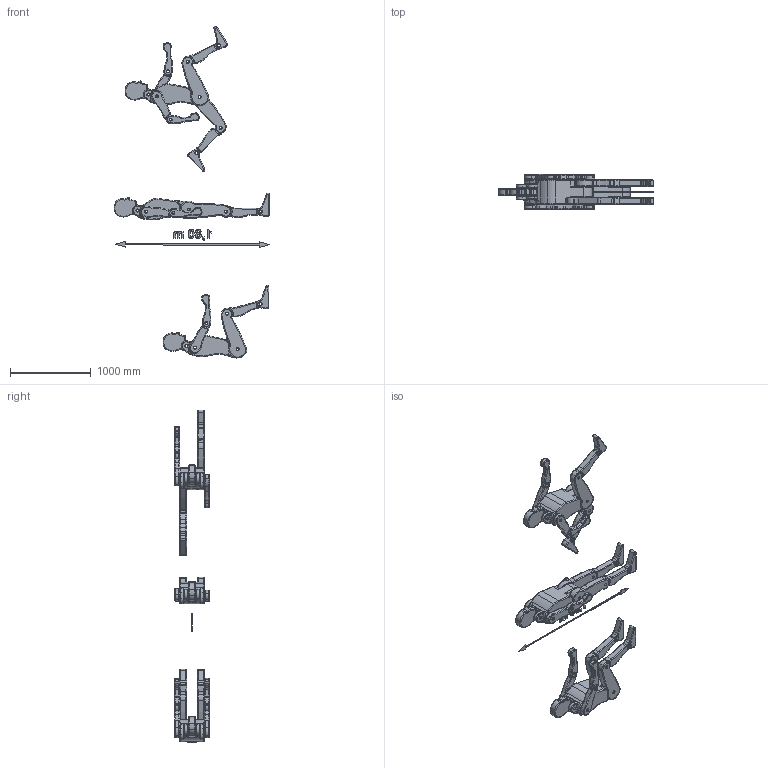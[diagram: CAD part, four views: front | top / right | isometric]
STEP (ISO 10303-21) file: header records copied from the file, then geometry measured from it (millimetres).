
FILE_DESCRIPTION(('FreeCAD Model'),'2;1');
FILE_NAME('Open CASCADE Shape Model','2025-04-29T06:28:51',('FreeCAD'),( 'FreeCAD'),'Open CASCADE STEP processor 7.6','FreeCAD','Unknown');
FILE_SCHEMA(('AUTOMOTIVE_DESIGN { 1 0 10303 214 1 1 1 1 }'));
Products named in the file (1): Open CASCADE STEP translator 7.6 1
Bounding box: 1936.49 x 432.84 x 4121.57 mm (x, y, z)
Volume: 238786413.5 mm3; surface area: 8309467.9 mm2
Topology: 42 solids, 42 shells, 2288 faces, 5190 edges, 2986 vertices
Faces by surface type: bspline 2288
Entity records: 70421 total; most frequent: CARTESIAN_POINT 42950, ORIENTED_EDGE 10380, EDGE_CURVE 5190, VERTEX_POINT 2986, FACE_BOUND 2384, EDGE_LOOP 2384, ADVANCED_FACE 2288, B_SPLINE_CURVE_WITH_KNOTS 1524
